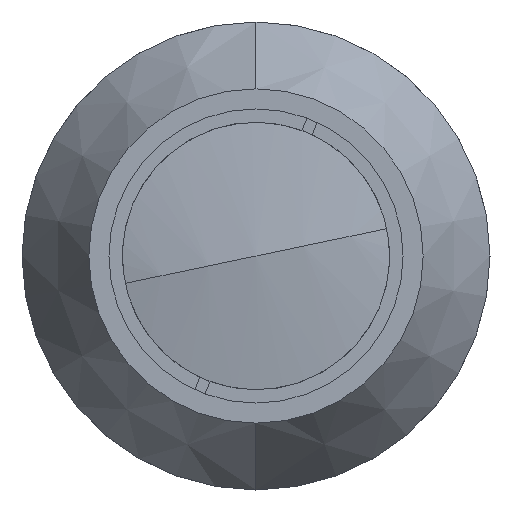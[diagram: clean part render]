
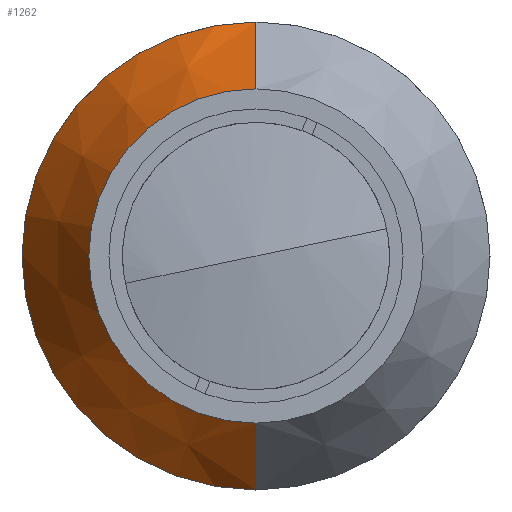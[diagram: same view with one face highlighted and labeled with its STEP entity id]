
A CAD part, left-side view. The second image highlights one B-rep face of the part: STEP entity #1262.
In plain terms, the highlighted conical face has half-angle 30 degrees and reference radius 21 mm.
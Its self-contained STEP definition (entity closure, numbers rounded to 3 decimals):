
#1 = DIRECTION ( 'NONE',  ( 0.866, 0., 0.5 ) ) ;
#39 = AXIS2_PLACEMENT_3D ( 'NONE', #1980, #204, #2295 ) ;
#204 = DIRECTION ( 'NONE',  ( -1., 0., 0. ) ) ;
#276 = DIRECTION ( 'NONE',  ( 0., 0., -1. ) ) ;
#424 = ORIENTED_EDGE ( 'NONE', *, *, #2635, .T. ) ;
#503 = FACE_OUTER_BOUND ( 'NONE', #2458, .T. ) ;
#550 = CARTESIAN_POINT ( 'NONE',  ( 15., 0., 15. ) ) ;
#652 = EDGE_CURVE ( 'NONE', #797, #750, #2879, .T. ) ;
#750 = VERTEX_POINT ( 'NONE', #1100 ) ;
#797 = VERTEX_POINT ( 'NONE', #550 ) ;
#798 = VERTEX_POINT ( 'NONE', #2672 ) ;
#871 = DIRECTION ( 'NONE',  ( 0.866, 0., -0.5 ) ) ;
#1100 = CARTESIAN_POINT ( 'NONE',  ( 15., 0., -15. ) ) ;
#1207 = DIRECTION ( 'NONE',  ( -1., 0., 0. ) ) ;
#1262 = ADVANCED_FACE ( 'NONE', ( #503 ), #3534, .T. ) ;
#1532 = VECTOR ( 'NONE', #871, 1000. ) ;
#1759 = DIRECTION ( 'NONE',  ( 1., 0., 0. ) ) ;
#1780 = CIRCLE ( 'NONE', #2783, 21. ) ;
#1951 = AXIS2_PLACEMENT_3D ( 'NONE', #2692, #1759, #276 ) ;
#1980 = CARTESIAN_POINT ( 'NONE',  ( 15., 0., 0. ) ) ;
#2114 = ORIENTED_EDGE ( 'NONE', *, *, #2720, .T. ) ;
#2199 = EDGE_CURVE ( 'NONE', #750, #2916, #2246, .T. ) ;
#2246 = LINE ( 'NONE', #3030, #1532 ) ;
#2295 = DIRECTION ( 'NONE',  ( 0., 0., 1. ) ) ;
#2452 = ORIENTED_EDGE ( 'NONE', *, *, #2199, .F. ) ;
#2458 = EDGE_LOOP ( 'NONE', ( #2992, #424, #2114, #2452 ) ) ;
#2635 = EDGE_CURVE ( 'NONE', #797, #798, #3600, .T. ) ;
#2672 = CARTESIAN_POINT ( 'NONE',  ( 25.392, 0., 21. ) ) ;
#2692 = CARTESIAN_POINT ( 'NONE',  ( 25.392, 0., 0. ) ) ;
#2694 = CARTESIAN_POINT ( 'NONE',  ( 25.392, 0., 21. ) ) ;
#2720 = EDGE_CURVE ( 'NONE', #798, #2916, #1780, .T. ) ;
#2783 = AXIS2_PLACEMENT_3D ( 'NONE', #3069, #1207, #3350 ) ;
#2879 = CIRCLE ( 'NONE', #39, 15. ) ;
#2916 = VERTEX_POINT ( 'NONE', #3522 ) ;
#2992 = ORIENTED_EDGE ( 'NONE', *, *, #652, .F. ) ;
#3030 = CARTESIAN_POINT ( 'NONE',  ( 25.392, 0., -21. ) ) ;
#3069 = CARTESIAN_POINT ( 'NONE',  ( 25.392, 0., 0. ) ) ;
#3350 = DIRECTION ( 'NONE',  ( 0., 0., 1. ) ) ;
#3522 = CARTESIAN_POINT ( 'NONE',  ( 25.392, 0., -21. ) ) ;
#3534 = CONICAL_SURFACE ( 'NONE', #1951, 21., 0.524 ) ;
#3600 = LINE ( 'NONE', #2694, #3700 ) ;
#3700 = VECTOR ( 'NONE', #1, 1000. ) ;
